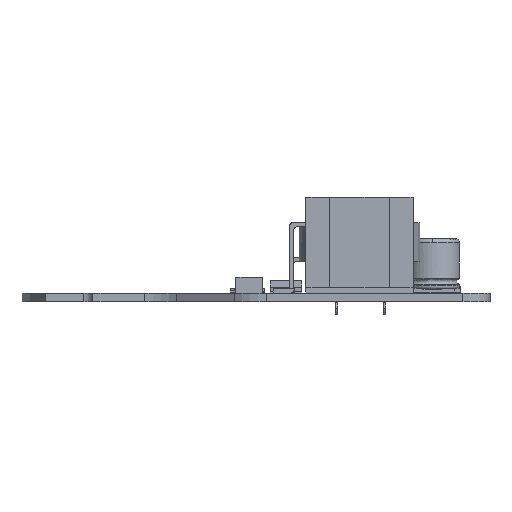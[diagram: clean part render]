
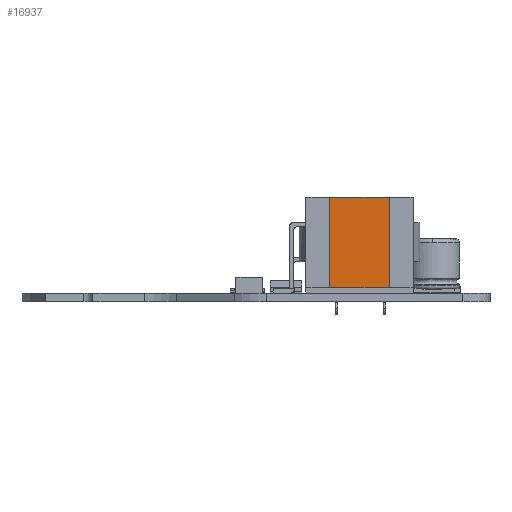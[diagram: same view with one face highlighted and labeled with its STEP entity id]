
A CAD part, left-side view. The second image highlights one B-rep face of the part: STEP entity #16937.
In plain terms, the highlighted face is planar.
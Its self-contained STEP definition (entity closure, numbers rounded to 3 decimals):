
#11610 = VERTEX_POINT('',#11611);
#11611 = CARTESIAN_POINT('',(5.5,16.72,-13.45));
#11617 = EDGE_CURVE('',#11618,#11610,#11620,.T.);
#11618 = VERTEX_POINT('',#11619);
#11619 = CARTESIAN_POINT('',(-5.5,16.72,-13.45));
#11620 = LINE('',#11621,#11622);
#11621 = CARTESIAN_POINT('',(-5.5,16.72,-13.45));
#11622 = VECTOR('',#11623,1.);
#11623 = DIRECTION('',(1.,0.,0.));
#16920 = VERTEX_POINT('',#16921);
#16921 = CARTESIAN_POINT('',(5.5,0.,-13.45));
#16927 = EDGE_CURVE('',#16920,#11610,#16928,.T.);
#16928 = LINE('',#16929,#16930);
#16929 = CARTESIAN_POINT('',(5.5,0.,-13.45));
#16930 = VECTOR('',#16931,1.);
#16931 = DIRECTION('',(0.,1.,0.));
#16937 = ADVANCED_FACE('',(#16938),#16956,.F.);
#16938 = FACE_BOUND('',#16939,.T.);
#16939 = EDGE_LOOP('',(#16940,#16941,#16942,#16950));
#16940 = ORIENTED_EDGE('',*,*,#11617,.T.);
#16941 = ORIENTED_EDGE('',*,*,#16927,.F.);
#16942 = ORIENTED_EDGE('',*,*,#16943,.F.);
#16943 = EDGE_CURVE('',#16944,#16920,#16946,.T.);
#16944 = VERTEX_POINT('',#16945);
#16945 = CARTESIAN_POINT('',(-5.5,0.,-13.45));
#16946 = LINE('',#16947,#16948);
#16947 = CARTESIAN_POINT('',(-5.5,0.,-13.45));
#16948 = VECTOR('',#16949,1.);
#16949 = DIRECTION('',(1.,0.,0.));
#16950 = ORIENTED_EDGE('',*,*,#16951,.T.);
#16951 = EDGE_CURVE('',#16944,#11618,#16952,.T.);
#16952 = LINE('',#16953,#16954);
#16953 = CARTESIAN_POINT('',(-5.5,0.,-13.45));
#16954 = VECTOR('',#16955,1.);
#16955 = DIRECTION('',(0.,1.,0.));
#16956 = PLANE('',#16957);
#16957 = AXIS2_PLACEMENT_3D('',#16958,#16959,#16960);
#16958 = CARTESIAN_POINT('',(-5.5,0.,-13.45));
#16959 = DIRECTION('',(0.,0.,1.));
#16960 = DIRECTION('',(1.,0.,0.));
